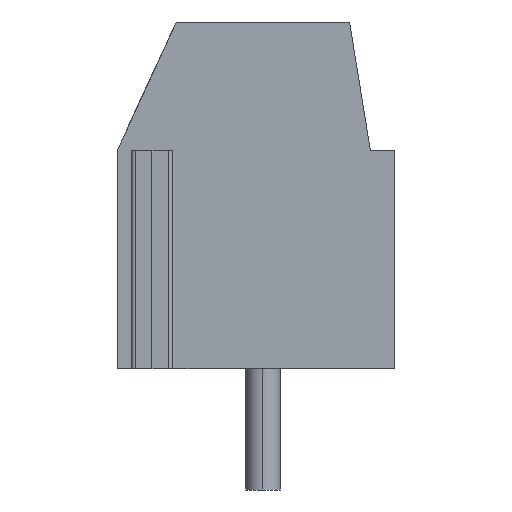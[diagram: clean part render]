
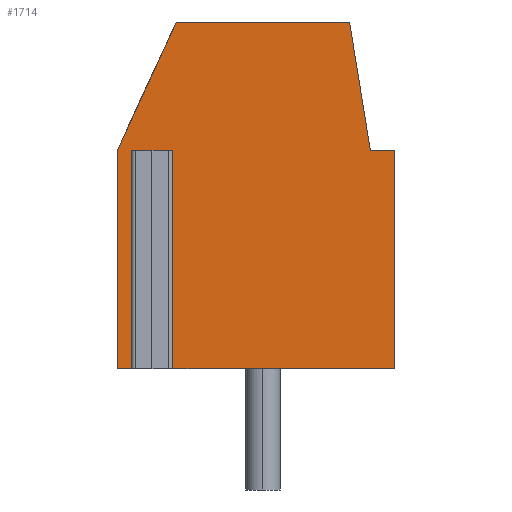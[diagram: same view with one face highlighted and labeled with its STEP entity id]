
A CAD part, left-side view. The second image highlights one B-rep face of the part: STEP entity #1714.
In plain terms, the highlighted planar face has unit normal (-1, 0, 0).
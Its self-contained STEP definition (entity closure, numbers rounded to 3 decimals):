
#1679=AXIS2_PLACEMENT_3D('Plane Axis2P3D',#1676,#1677,#1678) ;
#489=CARTESIAN_POINT('Vertex',(0.6,-3.013,9.8)) ;
#492=CARTESIAN_POINT('Line Origine',(0.6,-3.013,6.65)) ;
#496=CARTESIAN_POINT('Vertex',(0.6,-3.013,3.5)) ;
#924=CARTESIAN_POINT('Line Origine',(0.6,0.329,3.5)) ;
#928=CARTESIAN_POINT('Vertex',(0.6,3.672,3.5)) ;
#970=CARTESIAN_POINT('Vertex',(0.6,4.302,3.5)) ;
#973=CARTESIAN_POINT('Line Origine',(0.6,4.644,3.5)) ;
#977=CARTESIAN_POINT('Vertex',(0.6,4.987,3.5)) ;
#1116=CARTESIAN_POINT('Line Origine',(0.6,4.302,6.65)) ;
#1120=CARTESIAN_POINT('Vertex',(0.6,4.302,9.8)) ;
#1140=CARTESIAN_POINT('Line Origine',(0.6,3.829,9.8)) ;
#1144=CARTESIAN_POINT('Vertex',(0.6,3.672,9.8)) ;
#1146=CARTESIAN_POINT('Vertex',(0.6,3.987,9.8)) ;
#1149=CARTESIAN_POINT('Line Origine',(0.6,4.144,9.8)) ;
#1201=CARTESIAN_POINT('Line Origine',(0.6,3.672,6.65)) ;
#1450=CARTESIAN_POINT('Line Origine',(0.6,4.987,6.65)) ;
#1454=CARTESIAN_POINT('Vertex',(0.6,4.987,9.8)) ;
#1629=CARTESIAN_POINT('Vertex',(0.6,-2.313,9.8)) ;
#1634=CARTESIAN_POINT('Line Origine',(0.6,-2.663,9.8)) ;
#1676=CARTESIAN_POINT('Axis2P3D Location',(0.6,0.787,3.5)) ;
#1681=CARTESIAN_POINT('Line Origine',(0.6,-2.013,11.65)) ;
#1685=CARTESIAN_POINT('Vertex',(0.6,-1.713,13.5)) ;
#1688=CARTESIAN_POINT('Line Origine',(0.6,0.787,13.5)) ;
#1692=CARTESIAN_POINT('Vertex',(0.6,3.287,13.5)) ;
#1695=CARTESIAN_POINT('Line Origine',(0.6,4.137,11.65)) ;
#493=DIRECTION('Vector Direction',(0.,0.,-1.)) ;
#925=DIRECTION('Vector Direction',(0.,1.,0.)) ;
#974=DIRECTION('Vector Direction',(0.,1.,0.)) ;
#1117=DIRECTION('Vector Direction',(0.,0.,1.)) ;
#1141=DIRECTION('Vector Direction',(0.,1.,0.)) ;
#1150=DIRECTION('Vector Direction',(0.,-1.,0.)) ;
#1202=DIRECTION('Vector Direction',(0.,0.,1.)) ;
#1451=DIRECTION('Vector Direction',(0.,0.,1.)) ;
#1635=DIRECTION('Vector Direction',(0.,-1.,0.)) ;
#1677=DIRECTION('Axis2P3D Direction',(1.,0.,0.)) ;
#1678=DIRECTION('Axis2P3D XDirection',(0.,0.,1.)) ;
#1682=DIRECTION('Vector Direction',(0.,0.16,0.987)) ;
#1689=DIRECTION('Vector Direction',(0.,-1.,0.)) ;
#1696=DIRECTION('Vector Direction',(0.,-0.418,0.909)) ;
#494=VECTOR('Line Direction',#493,1.) ;
#926=VECTOR('Line Direction',#925,1.) ;
#975=VECTOR('Line Direction',#974,1.) ;
#1118=VECTOR('Line Direction',#1117,1.) ;
#1142=VECTOR('Line Direction',#1141,1.) ;
#1151=VECTOR('Line Direction',#1150,1.) ;
#1203=VECTOR('Line Direction',#1202,1.) ;
#1452=VECTOR('Line Direction',#1451,1.) ;
#1636=VECTOR('Line Direction',#1635,1.) ;
#1683=VECTOR('Line Direction',#1682,1.) ;
#1690=VECTOR('Line Direction',#1689,1.) ;
#1697=VECTOR('Line Direction',#1696,1.) ;
#1701=ORIENTED_EDGE('',*,*,#1148,.F.) ;
#1702=ORIENTED_EDGE('',*,*,#1205,.F.) ;
#1703=ORIENTED_EDGE('',*,*,#930,.F.) ;
#1704=ORIENTED_EDGE('',*,*,#498,.F.) ;
#1705=ORIENTED_EDGE('',*,*,#1638,.F.) ;
#1706=ORIENTED_EDGE('',*,*,#1687,.F.) ;
#1707=ORIENTED_EDGE('',*,*,#1694,.F.) ;
#1708=ORIENTED_EDGE('',*,*,#1699,.F.) ;
#1709=ORIENTED_EDGE('',*,*,#1456,.F.) ;
#1710=ORIENTED_EDGE('',*,*,#979,.F.) ;
#1711=ORIENTED_EDGE('',*,*,#1122,.T.) ;
#1712=ORIENTED_EDGE('',*,*,#1153,.F.) ;
#1714=ADVANCED_FACE('Housing',(#1713),#1680,.F.) ;
#498=EDGE_CURVE('',#490,#497,#495,.T.) ;
#930=EDGE_CURVE('',#497,#929,#927,.T.) ;
#979=EDGE_CURVE('',#971,#978,#976,.T.) ;
#1122=EDGE_CURVE('',#971,#1121,#1119,.T.) ;
#1148=EDGE_CURVE('',#1145,#1147,#1143,.T.) ;
#1153=EDGE_CURVE('',#1147,#1121,#1152,.F.) ;
#1205=EDGE_CURVE('',#929,#1145,#1204,.T.) ;
#1456=EDGE_CURVE('',#978,#1455,#1453,.T.) ;
#1638=EDGE_CURVE('',#1630,#490,#1637,.T.) ;
#1687=EDGE_CURVE('',#1686,#1630,#1684,.F.) ;
#1694=EDGE_CURVE('',#1693,#1686,#1691,.T.) ;
#1699=EDGE_CURVE('',#1455,#1693,#1698,.T.) ;
#1700=EDGE_LOOP('',(#1701,#1702,#1703,#1704,#1705,#1706,#1707,#1708,#1709,#1710,#1711,#1712)) ;
#1713=FACE_OUTER_BOUND('',#1700,.T.) ;
#495=LINE('Line',#492,#494) ;
#927=LINE('Line',#924,#926) ;
#976=LINE('Line',#973,#975) ;
#1119=LINE('Line',#1116,#1118) ;
#1143=LINE('Line',#1140,#1142) ;
#1152=LINE('Line',#1149,#1151) ;
#1204=LINE('Line',#1201,#1203) ;
#1453=LINE('Line',#1450,#1452) ;
#1637=LINE('Line',#1634,#1636) ;
#1684=LINE('Line',#1681,#1683) ;
#1691=LINE('Line',#1688,#1690) ;
#1698=LINE('Line',#1695,#1697) ;
#1680=PLANE('',#1679) ;
#490=VERTEX_POINT('',#489) ;
#497=VERTEX_POINT('',#496) ;
#929=VERTEX_POINT('',#928) ;
#971=VERTEX_POINT('',#970) ;
#978=VERTEX_POINT('',#977) ;
#1121=VERTEX_POINT('',#1120) ;
#1145=VERTEX_POINT('',#1144) ;
#1147=VERTEX_POINT('',#1146) ;
#1455=VERTEX_POINT('',#1454) ;
#1630=VERTEX_POINT('',#1629) ;
#1686=VERTEX_POINT('',#1685) ;
#1693=VERTEX_POINT('',#1692) ;
